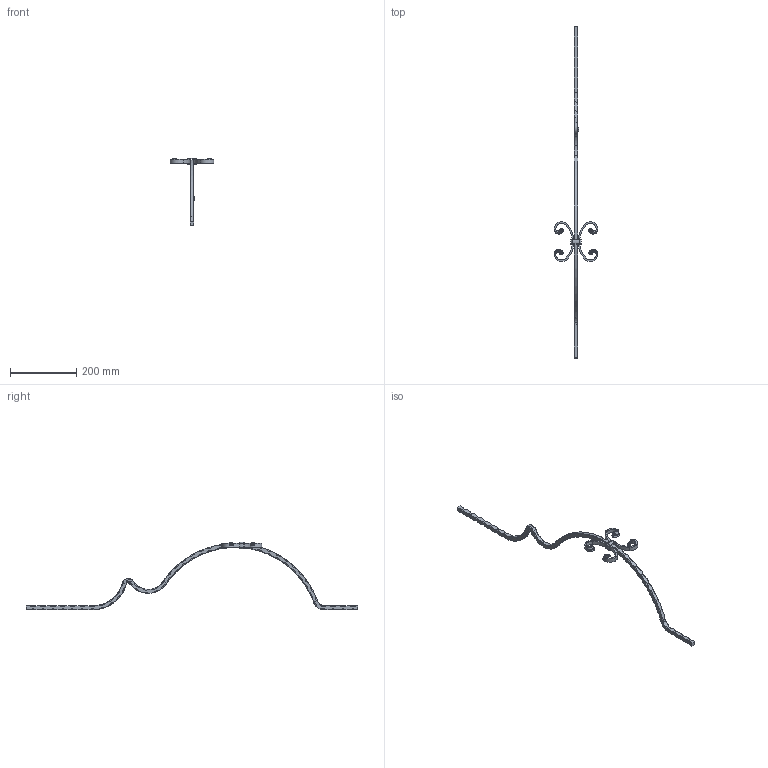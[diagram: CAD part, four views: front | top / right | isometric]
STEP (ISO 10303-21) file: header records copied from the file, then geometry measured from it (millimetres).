
FILE_DESCRIPTION (( 'STEP AP203' ), '1' );
FILE_NAME ('1730.STEP', '2023-02-15T13:25:30', ( '' ), ( '' ), 'SwSTEP 2.0', 'SolidWorks 2018', '' );
FILE_SCHEMA (( 'CONFIG_CONTROL_DESIGN' ));
Length unit declared in the file: millimetre
Products named in the file (4): 1730; 1730 Teil3_1730 Teil3; 1730 Teil2_1730 Teil2; 1730 Teil1_1730 Teil1
Assembly tree (4 placements, depth 2):
  1730
    1730 Teil1_1730 Teil1
    1730 Teil2_1730 Teil2  x2
    1730 Teil3_1730 Teil3
Bounding box: 132.07 x 1000 x 204 mm (x, y, z)
Volume: 192882.1 mm3; surface area: 76703.5 mm2
Topology: 4 solids, 4 shells, 538 faces, 1684 edges, 982 vertices
Faces by surface type: torus 192, plane 160, bspline 107, cylinder 79
Entity records: 25970 total; most frequent: CARTESIAN_POINT 12802, ORIENTED_EDGE 2840, DIRECTION 2554, EDGE_CURVE 1420, AXIS2_PLACEMENT_3D 1028, VERTEX_POINT 938, CIRCLE 606, EDGE_LOOP 520
